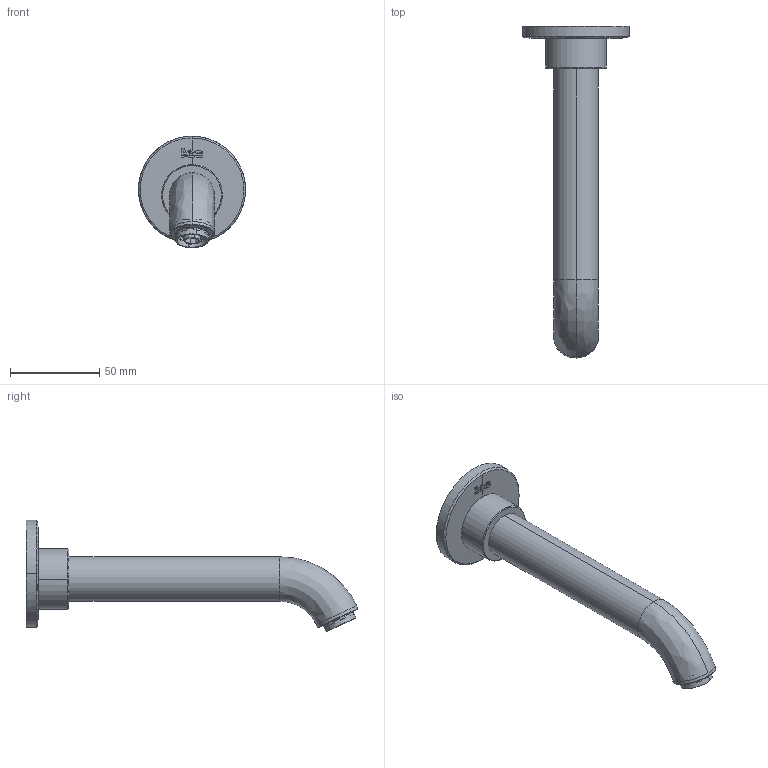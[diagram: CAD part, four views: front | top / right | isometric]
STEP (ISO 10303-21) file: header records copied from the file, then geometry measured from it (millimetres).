
FILE_DESCRIPTION(/* description */ (''),/* implementation_level */ '2;1');
FILE_NAME(/* name */ 'STEP - A5A0803..A_13712',/* time_stamp */ '2024-10-28T17:43:11+11:00',/* author */ (''),/* organization */ (''),/* preprocessor_version */ 'ST-DEVELOPER v16.5',/* originating_system */ 'Rhino 7.37',/* authorisation */ '');
FILE_SCHEMA (('CONFIG_CONTROL_DESIGN'));
Length unit declared in the file: millimetre
Products named in the file (7): Document; A5A0803; A5258747_Predeterminado; A5528123_Predeterminado; A5237731_Predeterminado; A5241387_A5241391; A5253146_Predeterminado
Assembly tree (6 placements, depth 4):
  Document
    A5A0803
      A5258747_Predeterminado
        A5528123_Predeterminado
        A5237731_Predeterminado
      A5241387_A5241391
    A5253146_Predeterminado
Bounding box: 60 x 186.05 x 62.47 mm (x, y, z)
Volume: 37327.4 mm3; surface area: 48894.5 mm2
Topology: 7 solids, 7 shells, 1850 faces, 5549 edges, 3654 vertices
Faces by surface type: plane 1507, bspline 228, cylinder 115
Entity records: 73731 total; most frequent: CARTESIAN_POINT 36593, ORIENTED_EDGE 11098, EDGE_CURVE 5549, B_SPLINE_CURVE_WITH_KNOTS 4844, VERTEX_POINT 3654, EDGE_LOOP 2293, ADVANCED_FACE 1850, FACE_OUTER_BOUND 1850
